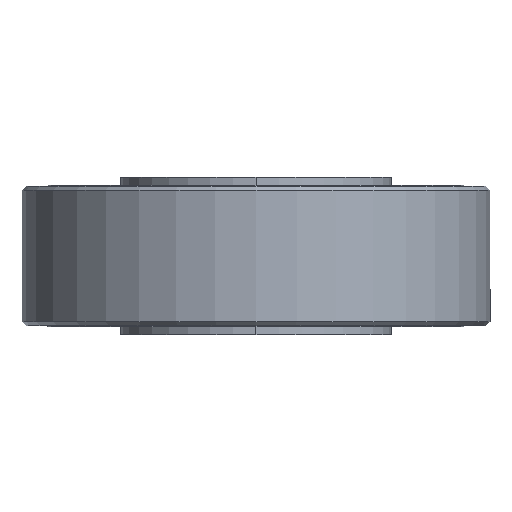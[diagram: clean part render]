
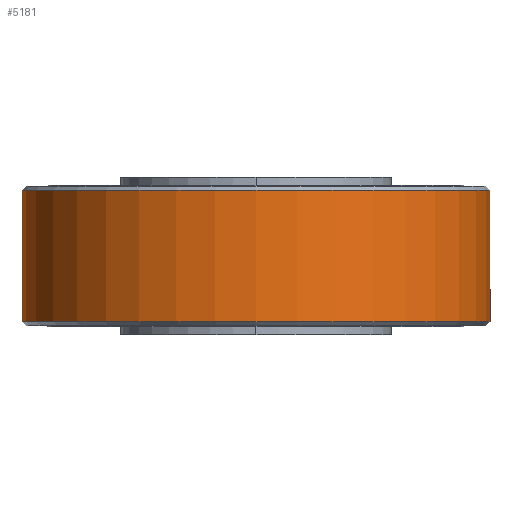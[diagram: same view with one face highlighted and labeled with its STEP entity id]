
A CAD part, left-side view. The second image highlights one B-rep face of the part: STEP entity #5181.
In plain terms, the highlighted cylindrical face has radius 112.5 mm (diameter 225 mm), a partial arc.
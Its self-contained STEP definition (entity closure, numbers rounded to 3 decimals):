
#3857=CARTESIAN_POINT('',(31.5,112.5,0.0));
#3858=VERTEX_POINT('',#3857);
#3874=CARTESIAN_POINT('',(31.5,-112.5,0.));
#3875=VERTEX_POINT('',#3874);
#3897=CARTESIAN_POINT('',(-31.5,112.5,0.0));
#3898=VERTEX_POINT('',#3897);
#3899=CARTESIAN_POINT('',(31.5,112.5,0.0));
#3900=DIRECTION('',(-1.0,0.0,0.0));
#3901=VECTOR('',#3900,63.);
#3902=LINE('',#3899,#3901);
#3903=EDGE_CURVE('',#3858,#3898,#3902,.T.);
#3906=CARTESIAN_POINT('',(-31.5,-112.5,0.));
#3907=VERTEX_POINT('',#3906);
#3908=CARTESIAN_POINT('',(31.5,-112.5,0.));
#3909=DIRECTION('',(-1.0,0.0,0.0));
#3910=VECTOR('',#3909,63.);
#3911=LINE('',#3908,#3910);
#3912=EDGE_CURVE('',#3875,#3907,#3911,.T.);
#5154=CARTESIAN_POINT('',(-31.5,0.0,0.0));
#5155=DIRECTION('',(1.0,0.0,0.0));
#5156=DIRECTION('',(0.0,1.0,0.0));
#5157=AXIS2_PLACEMENT_3D('',#5154,#5155,#5156);
#5158=CIRCLE('',#5157,112.5);
#5159=EDGE_CURVE('',#3898,#3907,#5158,.T.);
#5164=CARTESIAN_POINT('',(0.,0.0,0.0));
#5165=DIRECTION('',(1.0,0.0,0.0));
#5166=DIRECTION('',(0.0,1.0,0.0));
#5167=AXIS2_PLACEMENT_3D('',#5164,#5165,#5166);
#5168=CYLINDRICAL_SURFACE('',#5167,112.5);
#5169=ORIENTED_EDGE('',*,*,#3903,.T.);
#5170=ORIENTED_EDGE('',*,*,#5159,.T.);
#5171=ORIENTED_EDGE('',*,*,#3912,.F.);
#5172=CARTESIAN_POINT('',(31.5,0.0,0.0));
#5173=DIRECTION('',(1.0,0.0,0.0));
#5174=DIRECTION('',(0.0,1.0,0.0));
#5175=AXIS2_PLACEMENT_3D('',#5172,#5173,#5174);
#5176=CIRCLE('',#5175,112.5);
#5177=EDGE_CURVE('',#3858,#3875,#5176,.T.);
#5178=ORIENTED_EDGE('',*,*,#5177,.F.);
#5179=EDGE_LOOP('',(#5169,#5170,#5171,#5178));
#5180=FACE_OUTER_BOUND('',#5179,.T.);
#5181=ADVANCED_FACE('',(#5180),#5168,.T.);
